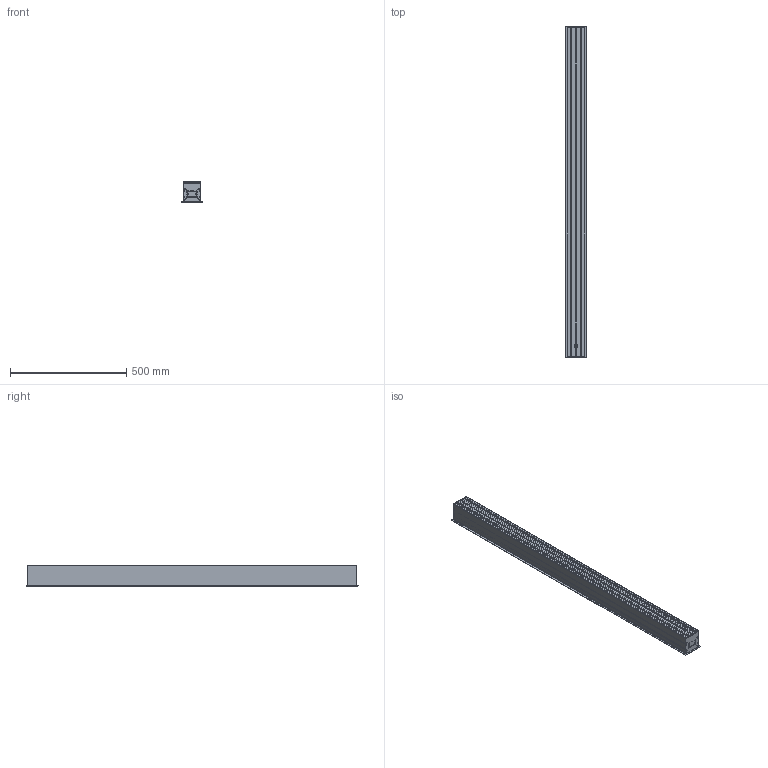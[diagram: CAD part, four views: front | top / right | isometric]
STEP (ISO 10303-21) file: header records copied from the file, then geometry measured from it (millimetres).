
FILE_DESCRIPTION(/* description */ ('This is a sample STEP configuration'),/* implementation_level */ '2;1');
FILE_NAME(/* name */ '728-302053xxxxxx SIMPLE.ipt_Rev_00.1.stp',/* time_stamp */ '2023-04-06T07:41:34+02:00',/* author */ ('powerJobs'),/* organization */ ('coolOrange'),/* preprocessor_version */ 'ST-DEVELOPER v19.2',/* originating_system */ 'Autodesk Inventor 2023',/* authorisation */ '');
FILE_SCHEMA (('AUTOMOTIVE_DESIGN { 1 0 10303 214 3 1 1 }'));
Products named in the file (1): ENG000025937
Bounding box: 92 x 1427 x 86 mm (x, y, z)
Volume: 1890088.4 mm3; surface area: 2046993.1 mm2
Topology: 1 solids, 1 shells, 1369 faces, 4096 edges, 2719 vertices
Faces by surface type: cylinder 637, plane 571, bspline 104, cone 49, torus 8
Full cylindrical faces by diameter (mm): 1.94 x8, 2.2 x10, 2.7 x2, 2.8 x8, 3.2 x9, 5.2 x2, 16 x1
Entity records: 55751 total; most frequent: CARTESIAN_POINT 20556, ORIENTED_EDGE 8180, DIRECTION 6503, EDGE_CURVE 4090, VERTEX_POINT 2719, AXIS2_PLACEMENT_3D 2249, LINE 2005, VECTOR 2005
